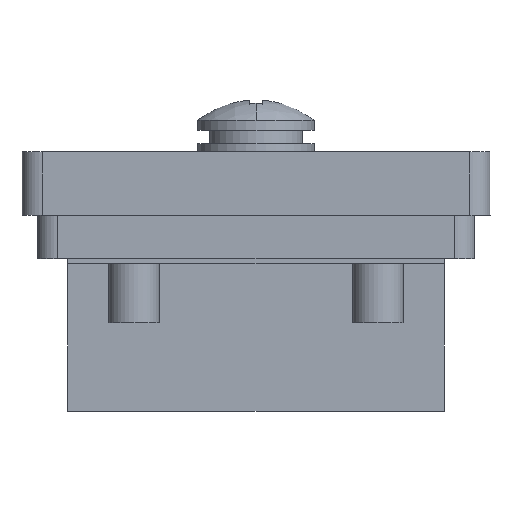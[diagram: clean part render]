
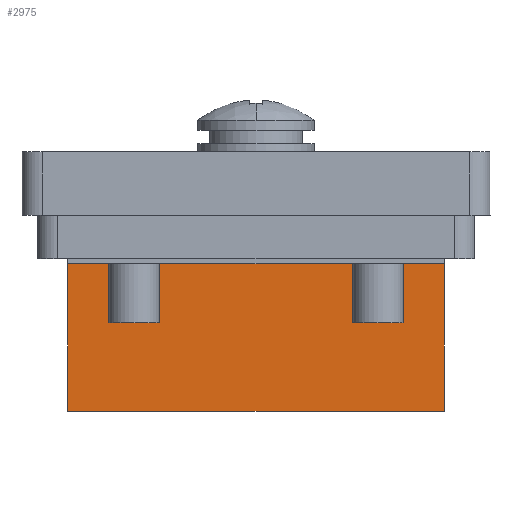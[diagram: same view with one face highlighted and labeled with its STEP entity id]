
A CAD part, front view. The second image highlights one B-rep face of the part: STEP entity #2975.
In plain terms, the highlighted face is planar.
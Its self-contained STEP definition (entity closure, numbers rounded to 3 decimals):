
#69 = ORIENTED_EDGE ( 'NONE', *, *, #4936, .T. ) ;
#193 = PLANE ( 'NONE',  #1271 ) ;
#272 = LINE ( 'NONE', #3936, #331 ) ;
#331 = VECTOR ( 'NONE', #2162, 1000. ) ;
#413 = CARTESIAN_POINT ( 'NONE',  ( -37., 0., 18.5 ) ) ;
#533 = VECTOR ( 'NONE', #1738, 1000. ) ;
#580 = ORIENTED_EDGE ( 'NONE', *, *, #2372, .T. ) ;
#678 = EDGE_CURVE ( 'NONE', #5627, #4532, #272, .T. ) ;
#746 = ORIENTED_EDGE ( 'NONE', *, *, #793, .F. ) ;
#793 = EDGE_CURVE ( 'NONE', #3269, #5627, #2710, .T. ) ;
#1271 = AXIS2_PLACEMENT_3D ( 'NONE', #4756, #3841, #3442 ) ;
#1532 = DIRECTION ( 'NONE',  ( 0., -1., 0. ) ) ;
#1605 = FACE_OUTER_BOUND ( 'NONE', #2085, .T. ) ;
#1738 = DIRECTION ( 'NONE',  ( 0., -1., 0. ) ) ;
#1758 = LINE ( 'NONE', #2533, #5926 ) ;
#2085 = EDGE_LOOP ( 'NONE', ( #69, #3847, #746, #580 ) ) ;
#2162 = DIRECTION ( 'NONE',  ( 0., 0., -1. ) ) ;
#2243 = DIRECTION ( 'NONE',  ( 0., 0., -1. ) ) ;
#2372 = EDGE_CURVE ( 'NONE', #3269, #4668, #1758, .T. ) ;
#2500 = CARTESIAN_POINT ( 'NONE',  ( -37., 0., -18.5 ) ) ;
#2533 = CARTESIAN_POINT ( 'NONE',  ( -37., 14.5, 18.5 ) ) ;
#2710 = LINE ( 'NONE', #413, #533 ) ;
#2975 = ADVANCED_FACE ( 'NONE', ( #1605 ), #193, .F. ) ;
#3269 = VERTEX_POINT ( 'NONE', #4605 ) ;
#3442 = DIRECTION ( 'NONE',  ( 0., 0., -1. ) ) ;
#3676 = CARTESIAN_POINT ( 'NONE',  ( -37., 14.5, -18.5 ) ) ;
#3683 = CARTESIAN_POINT ( 'NONE',  ( -37., 0., 18.5 ) ) ;
#3841 = DIRECTION ( 'NONE',  ( 1., 0., 0. ) ) ;
#3847 = ORIENTED_EDGE ( 'NONE', *, *, #678, .F. ) ;
#3936 = CARTESIAN_POINT ( 'NONE',  ( -37., 0., 18.5 ) ) ;
#4327 = LINE ( 'NONE', #2500, #4568 ) ;
#4532 = VERTEX_POINT ( 'NONE', #4924 ) ;
#4568 = VECTOR ( 'NONE', #1532, 1000. ) ;
#4605 = CARTESIAN_POINT ( 'NONE',  ( -37., 14.5, 18.5 ) ) ;
#4668 = VERTEX_POINT ( 'NONE', #3676 ) ;
#4756 = CARTESIAN_POINT ( 'NONE',  ( -37., 0., 18.5 ) ) ;
#4924 = CARTESIAN_POINT ( 'NONE',  ( -37., 0., -18.5 ) ) ;
#4936 = EDGE_CURVE ( 'NONE', #4668, #4532, #4327, .T. ) ;
#5627 = VERTEX_POINT ( 'NONE', #3683 ) ;
#5926 = VECTOR ( 'NONE', #2243, 1000. ) ;
